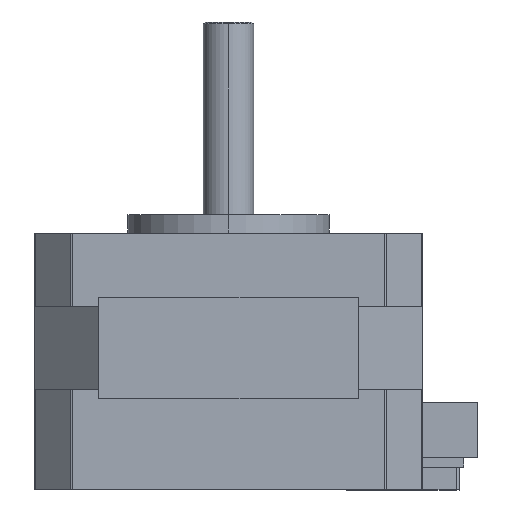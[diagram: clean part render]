
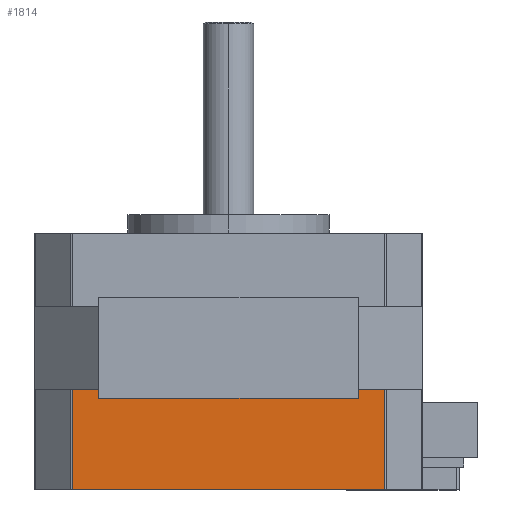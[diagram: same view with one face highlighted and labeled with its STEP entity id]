
A CAD part, left-side view. The second image highlights one B-rep face of the part: STEP entity #1814.
In plain terms, the highlighted planar face has unit normal (-1, 0, 0).
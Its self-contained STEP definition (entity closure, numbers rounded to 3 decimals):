
#184 = VERTEX_POINT ( 'NONE', #2724 ) ;
#203 = VERTEX_POINT ( 'NONE', #5468 ) ;
#348 = DIRECTION ( 'NONE',  ( 0., 0., -1. ) ) ;
#435 = DIRECTION ( 'NONE',  ( 0., 0., 1. ) ) ;
#456 = LINE ( 'NONE', #4469, #1100 ) ;
#521 = ORIENTED_EDGE ( 'NONE', *, *, #604, .F. ) ;
#604 = EDGE_CURVE ( 'NONE', #1903, #3088, #2904, .T. ) ;
#726 = LINE ( 'NONE', #7103, #8008 ) ;
#1100 = VECTOR ( 'NONE', #5709, 1000. ) ;
#1777 = EDGE_CURVE ( 'NONE', #2845, #3370, #8136, .T. ) ;
#1814 = ADVANCED_FACE ( 'NONE', ( #7081 ), #5580, .F. ) ;
#1829 = EDGE_CURVE ( 'NONE', #3088, #184, #3945, .T. ) ;
#1882 = VECTOR ( 'NONE', #6464, 1000. ) ;
#1903 = VERTEX_POINT ( 'NONE', #7139 ) ;
#2073 = CARTESIAN_POINT ( 'NONE',  ( -21.15, 21.15, 0. ) ) ;
#2246 = DIRECTION ( 'NONE',  ( 0., 0., -1. ) ) ;
#2597 = CARTESIAN_POINT ( 'NONE',  ( -21.15, 14.15, 10. ) ) ;
#2603 = CARTESIAN_POINT ( 'NONE',  ( -21.15, -14.15, 10. ) ) ;
#2625 = LINE ( 'NONE', #6275, #7892 ) ;
#2704 = VECTOR ( 'NONE', #6760, 1000. ) ;
#2724 = CARTESIAN_POINT ( 'NONE',  ( -21.15, -14.15, 11. ) ) ;
#2802 = AXIS2_PLACEMENT_3D ( 'NONE', #6875, #5702, #2246 ) ;
#2845 = VERTEX_POINT ( 'NONE', #7514 ) ;
#2904 = LINE ( 'NONE', #2597, #2704 ) ;
#3003 = ORIENTED_EDGE ( 'NONE', *, *, #5472, .F. ) ;
#3088 = VERTEX_POINT ( 'NONE', #2603 ) ;
#3131 = ORIENTED_EDGE ( 'NONE', *, *, #3461, .F. ) ;
#3370 = VERTEX_POINT ( 'NONE', #4923 ) ;
#3448 = EDGE_CURVE ( 'NONE', #3370, #7243, #4539, .T. ) ;
#3461 = EDGE_CURVE ( 'NONE', #5898, #203, #7148, .T. ) ;
#3599 = CARTESIAN_POINT ( 'NONE',  ( -21.15, -14.15, 10. ) ) ;
#3795 = VECTOR ( 'NONE', #435, 1000. ) ;
#3945 = LINE ( 'NONE', #3599, #8680 ) ;
#4027 = CARTESIAN_POINT ( 'NONE',  ( -21.15, -17.026, 11. ) ) ;
#4429 = ORIENTED_EDGE ( 'NONE', *, *, #6581, .F. ) ;
#4469 = CARTESIAN_POINT ( 'NONE',  ( -21.15, 0., 11. ) ) ;
#4539 = LINE ( 'NONE', #6549, #3795 ) ;
#4572 = ORIENTED_EDGE ( 'NONE', *, *, #1777, .T. ) ;
#4923 = CARTESIAN_POINT ( 'NONE',  ( -21.15, -17.026, 0. ) ) ;
#5004 = DIRECTION ( 'NONE',  ( 0., 0., 1. ) ) ;
#5157 = CARTESIAN_POINT ( 'NONE',  ( -21.15, 0., 11. ) ) ;
#5468 = CARTESIAN_POINT ( 'NONE',  ( -21.15, 14.15, 11. ) ) ;
#5472 = EDGE_CURVE ( 'NONE', #184, #7243, #456, .T. ) ;
#5580 = PLANE ( 'NONE',  #2802 ) ;
#5658 = DIRECTION ( 'NONE',  ( 0., 0., -1. ) ) ;
#5700 = CARTESIAN_POINT ( 'NONE',  ( -21.15, 17.026, 11. ) ) ;
#5702 = DIRECTION ( 'NONE',  ( 1., 0., 0. ) ) ;
#5709 = DIRECTION ( 'NONE',  ( 0., -1., 0. ) ) ;
#5762 = VECTOR ( 'NONE', #6970, 1000. ) ;
#5898 = VERTEX_POINT ( 'NONE', #5700 ) ;
#6275 = CARTESIAN_POINT ( 'NONE',  ( -21.15, 17.026, 0. ) ) ;
#6464 = DIRECTION ( 'NONE',  ( 0., -1., 0. ) ) ;
#6549 = CARTESIAN_POINT ( 'NONE',  ( -21.15, -17.026, 11. ) ) ;
#6581 = EDGE_CURVE ( 'NONE', #203, #1903, #726, .T. ) ;
#6746 = ORIENTED_EDGE ( 'NONE', *, *, #3448, .T. ) ;
#6760 = DIRECTION ( 'NONE',  ( 0., -1., 0. ) ) ;
#6875 = CARTESIAN_POINT ( 'NONE',  ( -21.15, 21.15, 28. ) ) ;
#6938 = EDGE_CURVE ( 'NONE', #5898, #2845, #2625, .T. ) ;
#6970 = DIRECTION ( 'NONE',  ( 0., -1., 0. ) ) ;
#7081 = FACE_OUTER_BOUND ( 'NONE', #8539, .T. ) ;
#7103 = CARTESIAN_POINT ( 'NONE',  ( -21.15, 14.15, 10. ) ) ;
#7139 = CARTESIAN_POINT ( 'NONE',  ( -21.15, 14.15, 10. ) ) ;
#7148 = LINE ( 'NONE', #5157, #1882 ) ;
#7176 = ORIENTED_EDGE ( 'NONE', *, *, #6938, .T. ) ;
#7243 = VERTEX_POINT ( 'NONE', #4027 ) ;
#7266 = ORIENTED_EDGE ( 'NONE', *, *, #1829, .F. ) ;
#7514 = CARTESIAN_POINT ( 'NONE',  ( -21.15, 17.026, 0. ) ) ;
#7892 = VECTOR ( 'NONE', #5658, 1000. ) ;
#8008 = VECTOR ( 'NONE', #348, 1000. ) ;
#8136 = LINE ( 'NONE', #2073, #5762 ) ;
#8539 = EDGE_LOOP ( 'NONE', ( #4572, #6746, #3003, #7266, #521, #4429, #3131, #7176 ) ) ;
#8680 = VECTOR ( 'NONE', #5004, 1000. ) ;
